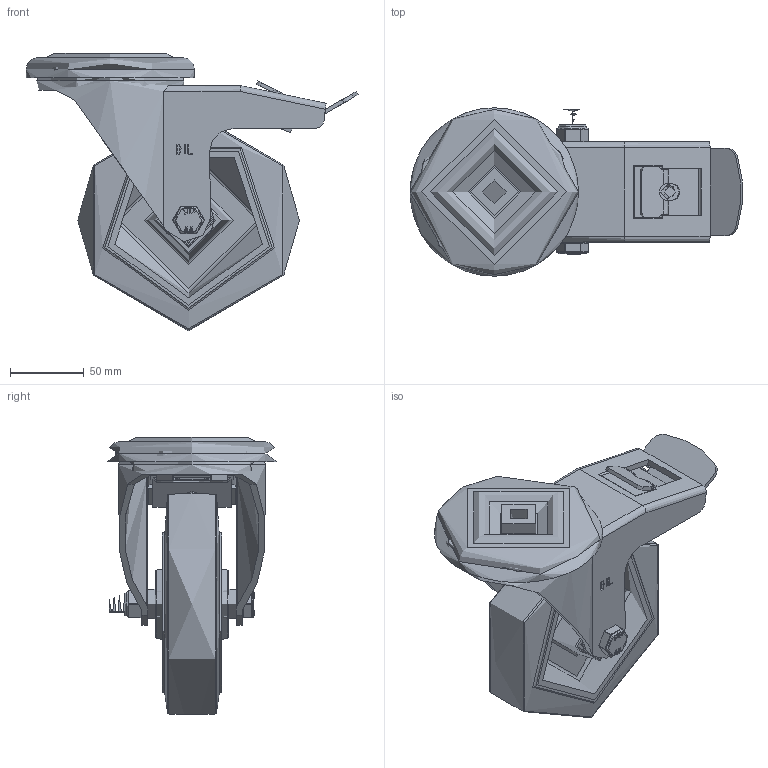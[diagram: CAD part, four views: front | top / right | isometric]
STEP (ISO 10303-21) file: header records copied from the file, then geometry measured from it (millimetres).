
FILE_DESCRIPTION(/* description */ (''),/* implementation_level */ '2;1');
FILE_NAME(/* name */ 'BZMM150SRNBJBH16SWB.step',/* time_stamp */ '2024-10-17T09:04:26+01:00',/* author */ (''),/* organization */ (''),/* preprocessor_version */ 'ST-DEVELOPER v20',/* originating_system */ 'Autodesk Translation Framework v13.20.0.188',/* authorisation */ '');
FILE_SCHEMA (('AUTOMOTIVE_DESIGN { 1 0 10303 214 3 1 1 }'));
Products named in the file (39): BZMM150SRNBJBH16SWB; BZMM150ASBH16SWB v1; ZINC PLATED, PRESSED STEEL HEAD; ZINC PLATED, PRESSED STEEL FORKS; ZINC PLATED, PRESSED STEEL BRAKE PEDAL; ZINC PLATED, PRESSED STEEL BRAKE PEDAL Geometry; WASHER; BRAKE BOLT; BRAKE PAD; BZMH150WSRNBJM15 v1; 65 SHORE A ELASTIC RUBBER TYRE; NYLON RIM; BEARING 6202; METAL; METAL2; Pattern; Component1; MIDDLE; RUBBER; RUBBER2; BEARING 62022; METAL3; METAL4; Pattern2; Component12; MIDDLE2; RUBBER3; RUBBER4; BEARING SPACER; TH15X5X12 v1; ZINC PLATED HEADED SPACER; TH15X5X12 v1 (1); ZINC PLATED HEADED SPACER (1); HEXBOLTM12X90Z8.8 v2; GRADE 8.8 ZINC PLATED BOLT; NYLOCM12Z v1; NYLOC NUT; NUT; RUBBER (1)
Assembly tree (52 placements, depth 6):
  BZMM150SRNBJBH16SWB
    BZMM150ASBH16SWB v1
      ZINC PLATED, PRESSED STEEL HEAD
      ZINC PLATED, PRESSED STEEL FORKS
      ZINC PLATED, PRESSED STEEL BRAKE PEDAL
        ZINC PLATED, PRESSED STEEL BRAKE PEDAL Geometry
        WASHER
        BRAKE BOLT
      BRAKE PAD
    BZMH150WSRNBJM15 v1
      65 SHORE A ELASTIC RUBBER TYRE
      NYLON RIM
      BEARING 6202
        METAL
        METAL2
        Pattern
          Component1  x8
        MIDDLE
        RUBBER
        RUBBER2
        BEARING 62022
          METAL3
          METAL4
          Pattern2
            Component12  x8
          MIDDLE2
          RUBBER3
          RUBBER4
      BEARING SPACER
    TH15X5X12 v1
      ZINC PLATED HEADED SPACER
    TH15X5X12 v1 (1)
      ZINC PLATED HEADED SPACER (1)
    HEXBOLTM12X90Z8.8 v2
      GRADE 8.8 ZINC PLATED BOLT
    NYLOCM12Z v1
      NYLOC NUT
        NUT
        RUBBER (1)
Bounding box: 224.62 x 114 x 187.92 mm (x, y, z)
Volume: 700711.6 mm3; surface area: 256337.5 mm2
Topology: 40 solids, 40 shells, 1235 faces, 3097 edges, 2042 vertices
Faces by surface type: plane 538, bspline 326, cylinder 252, sphere 66, torus 33, cone 20
Full cylindrical faces by diameter (mm): 8 x11, 9.836 x16, 10 x1, 10.273 x1, 11.834 x16, 12 x3, 12.2 x2, 12.5 x2, 14 x2, 14.8 x2, 15 x3, 15.273 x1, 16.2 x1, 17.75 x1, 18 x3, 18.5 x1, 20 x10, 22.5 x4, 23 x4, 29 x1, 30 x8, 30.5 x4, 31 x8, 32 x2, 32.5 x3, 35 x4, 41 x1, 47 x1, 51.5 x1, 74 x1
Entity records: 51682 total; most frequent: CARTESIAN_POINT 23215, ORIENTED_EDGE 6046, DIRECTION 4841, EDGE_CURVE 3023, VERTEX_POINT 2014, AXIS2_PLACEMENT_3D 1707, EDGE_LOOP 1465, LINE 1427
